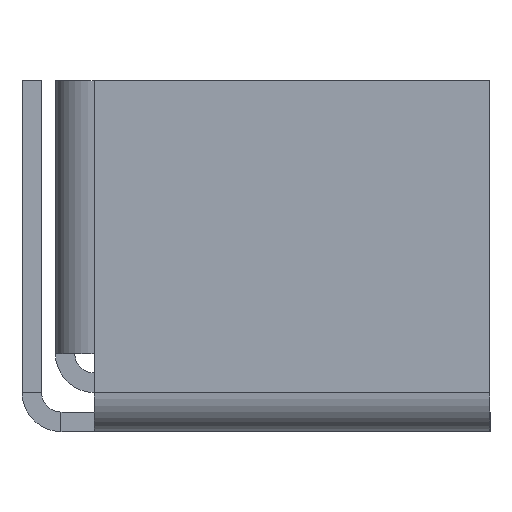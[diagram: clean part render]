
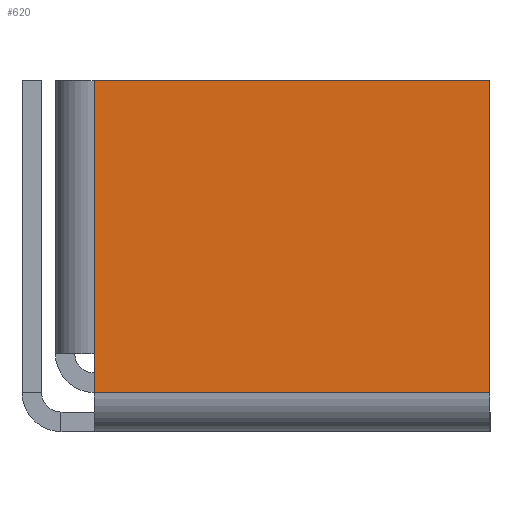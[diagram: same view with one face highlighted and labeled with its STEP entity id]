
A CAD part, left-side view. The second image highlights one B-rep face of the part: STEP entity #620.
In plain terms, the highlighted planar face has unit normal (-1, 0, 0).
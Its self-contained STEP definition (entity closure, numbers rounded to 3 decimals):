
#42=PLANE('',#690);
#82=FACE_OUTER_BOUND('',#122,.T.);
#122=EDGE_LOOP('',(#554,#555,#556,#557,#558));
#167=LINE('',#943,#235);
#177=LINE('',#971,#245);
#200=LINE('',#1026,#268);
#203=LINE('',#1031,#271);
#205=LINE('',#1035,#273);
#235=VECTOR('',#763,10.);
#245=VECTOR('',#793,10.);
#268=VECTOR('',#850,10.);
#271=VECTOR('',#855,3.6);
#273=VECTOR('',#861,10.);
#294=VERTEX_POINT('',#928);
#298=VERTEX_POINT('',#942);
#306=VERTEX_POINT('',#969);
#321=VERTEX_POINT('',#1024);
#322=VERTEX_POINT('',#1029);
#356=EDGE_CURVE('',#298,#294,#167,.T.);
#370=EDGE_CURVE('',#294,#306,#177,.T.);
#398=EDGE_CURVE('',#306,#321,#200,.T.);
#401=EDGE_CURVE('',#321,#322,#203,.T.);
#403=EDGE_CURVE('',#322,#298,#205,.T.);
#554=ORIENTED_EDGE('',*,*,#356,.T.);
#555=ORIENTED_EDGE('',*,*,#370,.T.);
#556=ORIENTED_EDGE('',*,*,#398,.T.);
#557=ORIENTED_EDGE('',*,*,#401,.T.);
#558=ORIENTED_EDGE('',*,*,#403,.T.);
#620=ADVANCED_FACE('',(#82),#42,.T.);
#690=AXIS2_PLACEMENT_3D('',#1036,#862,#863);
#763=DIRECTION('',(0.,0.,-1.));
#793=DIRECTION('',(0.,0.,-1.));
#850=DIRECTION('',(0.,-1.,0.));
#855=DIRECTION('',(0.,0.,1.));
#861=DIRECTION('',(0.,1.,0.));
#862=DIRECTION('center_axis',(-1.,0.,0.));
#863=DIRECTION('ref_axis',(0.,0.,1.));
#928=CARTESIAN_POINT('',(0.,50.732,10.));
#942=CARTESIAN_POINT('',(0.,50.732,45.));
#943=CARTESIAN_POINT('',(0.,50.732,13.596));
#969=CARTESIAN_POINT('',(0.,50.732,5.));
#971=CARTESIAN_POINT('',(0.,50.732,13.596));
#1024=CARTESIAN_POINT('',(0.,0.,5.));
#1026=CARTESIAN_POINT('',(0.,27.673,5.));
#1029=CARTESIAN_POINT('',(0.,0.,45.));
#1031=CARTESIAN_POINT('',(0.,0.,-6.31));
#1035=CARTESIAN_POINT('',(0.,55.732,45.));
#1036=CARTESIAN_POINT('Origin',(0.,27.846,
22.193));
